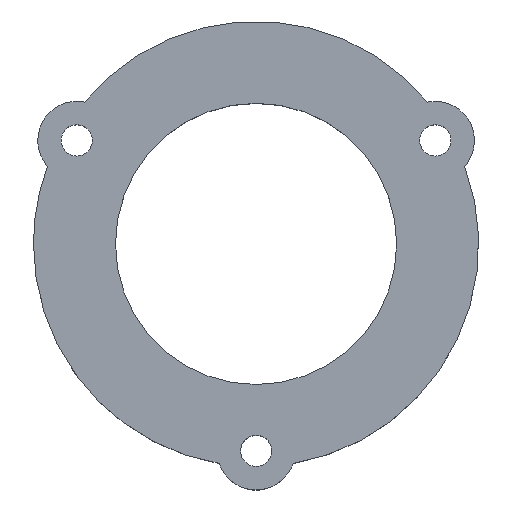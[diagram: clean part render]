
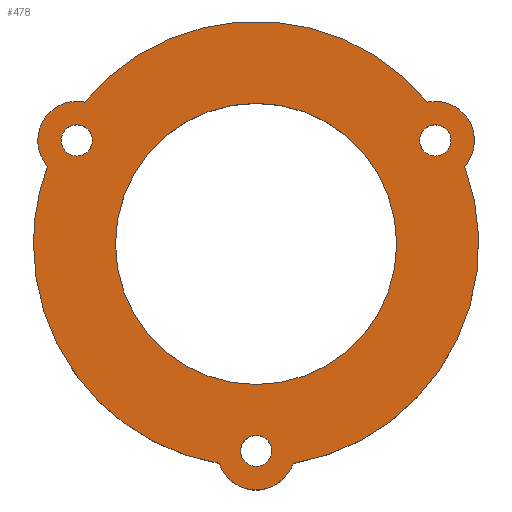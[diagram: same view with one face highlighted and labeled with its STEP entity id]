
A CAD part, top view. The second image highlights one B-rep face of the part: STEP entity #478.
In plain terms, the highlighted planar face has unit normal (0, 0, 1).
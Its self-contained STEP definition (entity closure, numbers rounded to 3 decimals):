
#1 = DIRECTION ( 'NONE',  ( 1., 0., 0. ) ) ;
#5 = CIRCLE ( 'NONE', #396, 18. ) ;
#12 = CARTESIAN_POINT ( 'NONE',  ( -22.95, 13.25, 12. ) ) ;
#14 = VERTEX_POINT ( 'NONE', #188 ) ;
#19 = CIRCLE ( 'NONE', #223, 5. ) ;
#20 = VERTEX_POINT ( 'NONE', #451 ) ;
#21 = DIRECTION ( 'NONE',  ( 1., 0., 0. ) ) ;
#23 = EDGE_LOOP ( 'NONE', ( #302, #68 ) ) ;
#24 = CARTESIAN_POINT ( 'NONE',  ( -18., 0., 12. ) ) ;
#28 = DIRECTION ( 'NONE',  ( 1., 0., 0. ) ) ;
#30 = CIRCLE ( 'NONE', #477, 2. ) ;
#33 = CARTESIAN_POINT ( 'NONE',  ( 21.971, 18.153, 12. ) ) ;
#56 = DIRECTION ( 'NONE',  ( 1., 0., 0. ) ) ;
#63 = CARTESIAN_POINT ( 'NONE',  ( 26.706, 9.951, 12. ) ) ;
#65 = AXIS2_PLACEMENT_3D ( 'NONE', #573, #670, #393 ) ;
#68 = ORIENTED_EDGE ( 'NONE', *, *, #546, .F. ) ;
#73 = DIRECTION ( 'NONE',  ( 1., 0., 0. ) ) ;
#77 = VERTEX_POINT ( 'NONE', #288 ) ;
#81 = CARTESIAN_POINT ( 'NONE',  ( 0., 0., 12. ) ) ;
#84 = DIRECTION ( 'NONE',  ( 0., 0., 1. ) ) ;
#87 = ORIENTED_EDGE ( 'NONE', *, *, #464, .T. ) ;
#93 = AXIS2_PLACEMENT_3D ( 'NONE', #548, #332, #596 ) ;
#94 = ORIENTED_EDGE ( 'NONE', *, *, #168, .F. ) ;
#96 = DIRECTION ( 'NONE',  ( 1., 0., 0. ) ) ;
#97 = ORIENTED_EDGE ( 'NONE', *, *, #519, .T. ) ;
#99 = CARTESIAN_POINT ( 'NONE',  ( 0., 0., 12. ) ) ;
#103 = CARTESIAN_POINT ( 'NONE',  ( -4.736, -28.104, 12. ) ) ;
#116 = AXIS2_PLACEMENT_3D ( 'NONE', #214, #584, #56 ) ;
#121 = ORIENTED_EDGE ( 'NONE', *, *, #247, .T. ) ;
#122 = DIRECTION ( 'NONE',  ( 0., 0., 1. ) ) ;
#126 = DIRECTION ( 'NONE',  ( 0., 0., 1. ) ) ;
#127 = CARTESIAN_POINT ( 'NONE',  ( 0., -26.5, 12. ) ) ;
#131 = AXIS2_PLACEMENT_3D ( 'NONE', #180, #404, #337 ) ;
#134 = CARTESIAN_POINT ( 'NONE',  ( 0., -26.5, 12. ) ) ;
#136 = VERTEX_POINT ( 'NONE', #651 ) ;
#150 = CIRCLE ( 'NONE', #322, 5. ) ;
#155 = VERTEX_POINT ( 'NONE', #196 ) ;
#156 = EDGE_CURVE ( 'NONE', #413, #136, #30, .T. ) ;
#163 = CIRCLE ( 'NONE', #579, 28.5 ) ;
#166 = CIRCLE ( 'NONE', #221, 28.5 ) ;
#168 = EDGE_CURVE ( 'NONE', #136, #413, #183, .T. ) ;
#170 = VERTEX_POINT ( 'NONE', #24 ) ;
#172 = CARTESIAN_POINT ( 'NONE',  ( 18., 0., 12. ) ) ;
#175 = CARTESIAN_POINT ( 'NONE',  ( 0., 0., 12. ) ) ;
#178 = EDGE_CURVE ( 'NONE', #394, #230, #273, .T. ) ;
#180 = CARTESIAN_POINT ( 'NONE',  ( 0., -26.5, 12. ) ) ;
#183 = CIRCLE ( 'NONE', #131, 2. ) ;
#188 = CARTESIAN_POINT ( 'NONE',  ( -27.95, 13.25, 12. ) ) ;
#193 = CARTESIAN_POINT ( 'NONE',  ( 11.475, 6.625, 12. ) ) ;
#196 = CARTESIAN_POINT ( 'NONE',  ( -28.5, 0., 12. ) ) ;
#200 = VERTEX_POINT ( 'NONE', #63 ) ;
#204 = AXIS2_PLACEMENT_3D ( 'NONE', #383, #126, #335 ) ;
#213 = VERTEX_POINT ( 'NONE', #492 ) ;
#214 = CARTESIAN_POINT ( 'NONE',  ( 0., 0., 12. ) ) ;
#218 = CARTESIAN_POINT ( 'NONE',  ( -22.95, 13.25, 12. ) ) ;
#221 = AXIS2_PLACEMENT_3D ( 'NONE', #561, #669, #664 ) ;
#223 = AXIS2_PLACEMENT_3D ( 'NONE', #134, #603, #279 ) ;
#224 = EDGE_CURVE ( 'NONE', #14, #213, #249, .T. ) ;
#228 = CARTESIAN_POINT ( 'NONE',  ( -22.95, 13.25, 12. ) ) ;
#230 = VERTEX_POINT ( 'NONE', #542 ) ;
#232 = EDGE_LOOP ( 'NONE', ( #509, #94 ) ) ;
#247 = EDGE_CURVE ( 'NONE', #459, #200, #538, .T. ) ;
#249 = CIRCLE ( 'NONE', #505, 5. ) ;
#254 = CARTESIAN_POINT ( 'NONE',  ( 20.95, 13.25, 12. ) ) ;
#259 = DIRECTION ( 'NONE',  ( 0., 0., 1. ) ) ;
#273 = CIRCLE ( 'NONE', #655, 2. ) ;
#275 = DIRECTION ( 'NONE',  ( 0., 0., 1. ) ) ;
#278 = VERTEX_POINT ( 'NONE', #172 ) ;
#279 = DIRECTION ( 'NONE',  ( 1., 0., 0. ) ) ;
#285 = CARTESIAN_POINT ( 'NONE',  ( -20.95, 13.25, 12. ) ) ;
#288 = CARTESIAN_POINT ( 'NONE',  ( -21.971, 18.153, 12. ) ) ;
#293 = EDGE_CURVE ( 'NONE', #278, #170, #5, .T. ) ;
#294 = EDGE_CURVE ( 'NONE', #624, #459, #19, .T. ) ;
#297 = ORIENTED_EDGE ( 'NONE', *, *, #431, .T. ) ;
#301 = CARTESIAN_POINT ( 'NONE',  ( 22.95, 13.25, 12. ) ) ;
#302 = ORIENTED_EDGE ( 'NONE', *, *, #659, .F. ) ;
#310 = VERTEX_POINT ( 'NONE', #285 ) ;
#316 = AXIS2_PLACEMENT_3D ( 'NONE', #12, #122, #484 ) ;
#318 = EDGE_CURVE ( 'NONE', #77, #14, #427, .T. ) ;
#322 = AXIS2_PLACEMENT_3D ( 'NONE', #301, #259, #502 ) ;
#324 = EDGE_CURVE ( 'NONE', #230, #394, #490, .T. ) ;
#328 = DIRECTION ( 'NONE',  ( 1., 0., 0. ) ) ;
#332 = DIRECTION ( 'NONE',  ( 0., 0., 1. ) ) ;
#335 = DIRECTION ( 'NONE',  ( 1., 0., 0. ) ) ;
#337 = DIRECTION ( 'NONE',  ( 1., 0., 0. ) ) ;
#341 = DIRECTION ( 'NONE',  ( 1., 0., 0. ) ) ;
#342 = PLANE ( 'NONE',  #647 ) ;
#344 = ORIENTED_EDGE ( 'NONE', *, *, #558, .T. ) ;
#363 = DIRECTION ( 'NONE',  ( 1., 0., 0. ) ) ;
#372 = CIRCLE ( 'NONE', #65, 2. ) ;
#377 = ORIENTED_EDGE ( 'NONE', *, *, #645, .F. ) ;
#378 = ORIENTED_EDGE ( 'NONE', *, *, #318, .T. ) ;
#383 = CARTESIAN_POINT ( 'NONE',  ( 22.95, 13.25, 12. ) ) ;
#387 = ORIENTED_EDGE ( 'NONE', *, *, #293, .F. ) ;
#393 = DIRECTION ( 'NONE',  ( 1., 0., 0. ) ) ;
#394 = VERTEX_POINT ( 'NONE', #254 ) ;
#396 = AXIS2_PLACEMENT_3D ( 'NONE', #175, #594, #341 ) ;
#398 = FACE_OUTER_BOUND ( 'NONE', #541, .T. ) ;
#402 = FACE_BOUND ( 'NONE', #232, .T. ) ;
#404 = DIRECTION ( 'NONE',  ( 0., 0., 1. ) ) ;
#409 = DIRECTION ( 'NONE',  ( 0., 0., 1. ) ) ;
#413 = VERTEX_POINT ( 'NONE', #515 ) ;
#424 = CIRCLE ( 'NONE', #454, 28.5 ) ;
#427 = CIRCLE ( 'NONE', #316, 5. ) ;
#431 = EDGE_CURVE ( 'NONE', #549, #77, #166, .T. ) ;
#451 = CARTESIAN_POINT ( 'NONE',  ( -24.95, 13.25, 12. ) ) ;
#454 = AXIS2_PLACEMENT_3D ( 'NONE', #99, #660, #96 ) ;
#458 = FACE_BOUND ( 'NONE', #680, .T. ) ;
#459 = VERTEX_POINT ( 'NONE', #617 ) ;
#462 = ORIENTED_EDGE ( 'NONE', *, *, #224, .T. ) ;
#464 = EDGE_CURVE ( 'NONE', #213, #155, #424, .T. ) ;
#466 = CIRCLE ( 'NONE', #626, 2. ) ;
#477 = AXIS2_PLACEMENT_3D ( 'NONE', #127, #550, #21 ) ;
#478 = ADVANCED_FACE ( 'NONE', ( #458, #604, #398, #513, #402 ), #342, .T. ) ;
#484 = DIRECTION ( 'NONE',  ( 1., 0., 0. ) ) ;
#485 = ORIENTED_EDGE ( 'NONE', *, *, #294, .T. ) ;
#490 = CIRCLE ( 'NONE', #204, 2. ) ;
#492 = CARTESIAN_POINT ( 'NONE',  ( -26.706, 9.951, 12. ) ) ;
#494 = CIRCLE ( 'NONE', #116, 18. ) ;
#502 = DIRECTION ( 'NONE',  ( 1., 0., 0. ) ) ;
#505 = AXIS2_PLACEMENT_3D ( 'NONE', #228, #275, #328 ) ;
#509 = ORIENTED_EDGE ( 'NONE', *, *, #156, .F. ) ;
#513 = FACE_BOUND ( 'NONE', #23, .T. ) ;
#515 = CARTESIAN_POINT ( 'NONE',  ( -2., -26.5, 12. ) ) ;
#519 = EDGE_CURVE ( 'NONE', #200, #549, #150, .T. ) ;
#538 = CIRCLE ( 'NONE', #93, 28.5 ) ;
#541 = EDGE_LOOP ( 'NONE', ( #97, #297, #378, #462, #87, #344, #485, #121 ) ) ;
#542 = CARTESIAN_POINT ( 'NONE',  ( 24.95, 13.25, 12. ) ) ;
#546 = EDGE_CURVE ( 'NONE', #310, #20, #372, .T. ) ;
#547 = CARTESIAN_POINT ( 'NONE',  ( 22.95, 13.25, 12. ) ) ;
#548 = CARTESIAN_POINT ( 'NONE',  ( 0., 0., 12. ) ) ;
#549 = VERTEX_POINT ( 'NONE', #33 ) ;
#550 = DIRECTION ( 'NONE',  ( 0., 0., 1. ) ) ;
#558 = EDGE_CURVE ( 'NONE', #155, #624, #163, .T. ) ;
#561 = CARTESIAN_POINT ( 'NONE',  ( 0., 0., 12. ) ) ;
#573 = CARTESIAN_POINT ( 'NONE',  ( -22.95, 13.25, 12. ) ) ;
#579 = AXIS2_PLACEMENT_3D ( 'NONE', #81, #409, #363 ) ;
#584 = DIRECTION ( 'NONE',  ( 0., 0., 1. ) ) ;
#592 = EDGE_LOOP ( 'NONE', ( #377, #387 ) ) ;
#594 = DIRECTION ( 'NONE',  ( 0., 0., 1. ) ) ;
#596 = DIRECTION ( 'NONE',  ( 1., 0., 0. ) ) ;
#603 = DIRECTION ( 'NONE',  ( 0., 0., 1. ) ) ;
#604 = FACE_BOUND ( 'NONE', #592, .T. ) ;
#617 = CARTESIAN_POINT ( 'NONE',  ( 4.736, -28.104, 12. ) ) ;
#624 = VERTEX_POINT ( 'NONE', #103 ) ;
#626 = AXIS2_PLACEMENT_3D ( 'NONE', #218, #627, #1 ) ;
#627 = DIRECTION ( 'NONE',  ( 0., 0., 1. ) ) ;
#645 = EDGE_CURVE ( 'NONE', #170, #278, #494, .T. ) ;
#647 = AXIS2_PLACEMENT_3D ( 'NONE', #193, #674, #28 ) ;
#651 = CARTESIAN_POINT ( 'NONE',  ( 2., -26.5, 12. ) ) ;
#654 = ORIENTED_EDGE ( 'NONE', *, *, #324, .F. ) ;
#655 = AXIS2_PLACEMENT_3D ( 'NONE', #547, #84, #73 ) ;
#659 = EDGE_CURVE ( 'NONE', #20, #310, #466, .T. ) ;
#660 = DIRECTION ( 'NONE',  ( 0., 0., 1. ) ) ;
#664 = DIRECTION ( 'NONE',  ( 1., 0., 0. ) ) ;
#669 = DIRECTION ( 'NONE',  ( 0., 0., 1. ) ) ;
#670 = DIRECTION ( 'NONE',  ( 0., 0., 1. ) ) ;
#671 = ORIENTED_EDGE ( 'NONE', *, *, #178, .F. ) ;
#674 = DIRECTION ( 'NONE',  ( 0., 0., 1. ) ) ;
#680 = EDGE_LOOP ( 'NONE', ( #671, #654 ) ) ;
